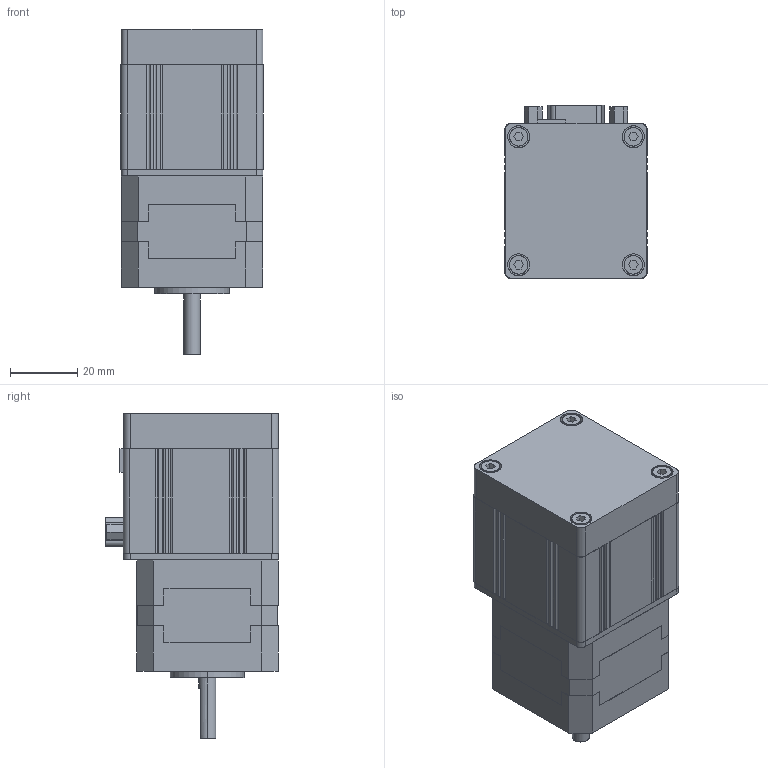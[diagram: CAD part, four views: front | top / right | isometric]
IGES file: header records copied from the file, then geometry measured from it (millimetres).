
Start section: SolidWorks IGES file using analytic representation for surfaces
Global section: file name: SLIM-243K.IGS,; native system: SolidWorks 2007; preprocessor: SolidWorks 2007; author: Administrator; date: 121001.100555; units: millimetre
Bounding box: 42.3 x 51.55 x 96.5 mm (x, y, z)
Surface area: 19386 mm2 (no closed solid volume)
Topology: 0 solids, 0 shells, 455 faces, 4102 edges, 4086 vertices
Faces by surface type: bspline 319, revolution 136
